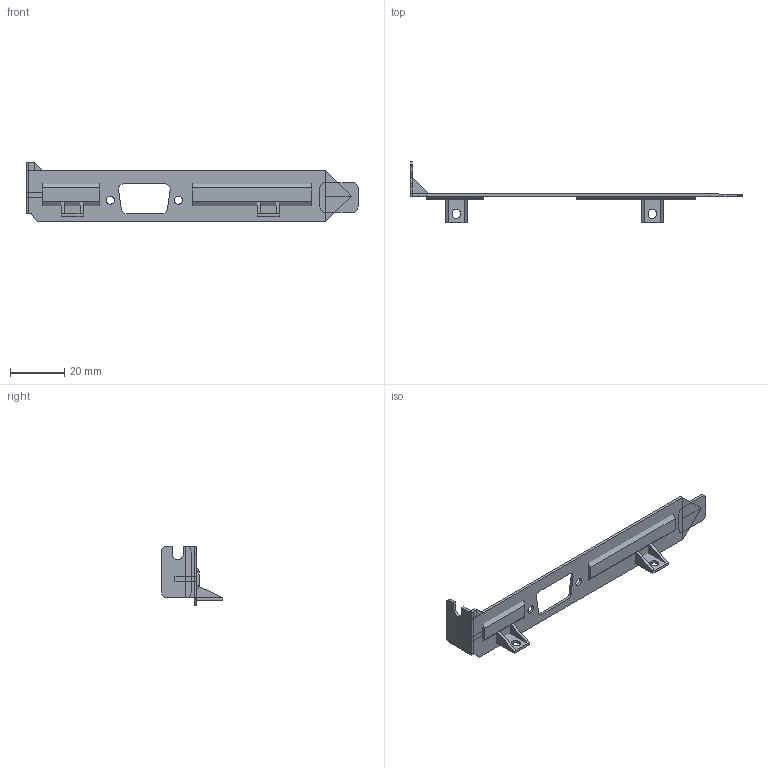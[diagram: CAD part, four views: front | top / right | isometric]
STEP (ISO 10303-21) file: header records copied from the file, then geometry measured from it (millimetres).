
FILE_DESCRIPTION(('FreeCAD Model'),'2;1');
FILE_NAME('Bracket3.step', '2021-11-15T16:47:37',('Author'),(''), 'Open CASCADE STEP processor 7.3','FreeCAD','Unknown');
FILE_SCHEMA(('AUTOMOTIVE_DESIGN { 1 0 10303 214 1 1 1 1 }'));
Length unit declared in the file: millimetre
Products named in the file (21): polyhedron001; polyhedron003; polyhedron002; cube002; cube003; difference001; difference002; difference003; hull001; polyhedron005; polyhedron004; polyhedron006; polyhedron007; polyhedron008; polyhedron009; polyhedron010; difference004; cube007; cube008; polyhedron011; polyhedron012
Bounding box: 122 x 22.49 x 22 mm (x, y, z)
Volume: 3424.1 mm3; surface area: 8129.5 mm2
Topology: 21 solids, 21 shells, 213 faces, 507 edges, 336 vertices
Faces by surface type: plane 201, cylinder 12
Full cylindrical faces by diameter (mm): 3 x2
Entity records: 13539 total; most frequent: CARTESIAN_POINT 2295, DIRECTION 1785, LINE 1291, VECTOR 1291, ORIENTED_EDGE 1016, PCURVE 1016, DEFINITIONAL_REPRESENTATION 1016, EDGE_CURVE 508
